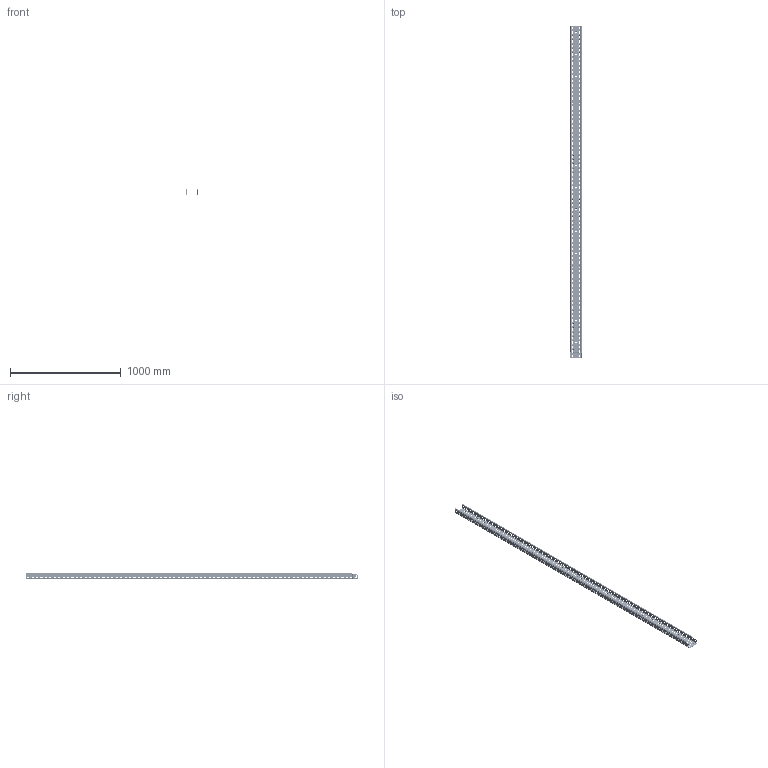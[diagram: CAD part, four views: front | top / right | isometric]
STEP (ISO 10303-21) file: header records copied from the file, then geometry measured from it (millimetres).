
FILE_DESCRIPTION(/* description */ (''),/* implementation_level */ '2;1');
FILE_NAME(/* name */ 'KGL100H50_3.stp',/* time_stamp */ '2020-03-24T15:02:38+01:00',/* author */ ('stanislaw.luczak'),/* organization */ (''),/* preprocessor_version */ 'ST-DEVELOPER v18',/* originating_system */ 'Autodesk Inventor 2020',/* authorisation */ '');
FILE_SCHEMA (('AUTOMOTIVE_DESIGN { 1 0 10303 214 3 1 1 }'));
Products named in the file (1): KGJ100H60_3
Bounding box: 101.4 x 3000 x 51.51 mm (x, y, z)
Volume: 402824.9 mm3; surface area: 1176012.5 mm2
Topology: 1 solids, 1 shells, 8083 faces, 20249 edges, 12692 vertices
Faces by surface type: plane 3320, cylinder 2833, torus 1266, cone 630, bspline 34
Full cylindrical faces by diameter (mm): 11 x15
Entity records: 244868 total; most frequent: DIRECTION 44725, CARTESIAN_POINT 42601, ORIENTED_EDGE 40498, EDGE_CURVE 20249, AXIS2_PLACEMENT_3D 16458, VERTEX_POINT 12692, LINE 11809, VECTOR 11809
